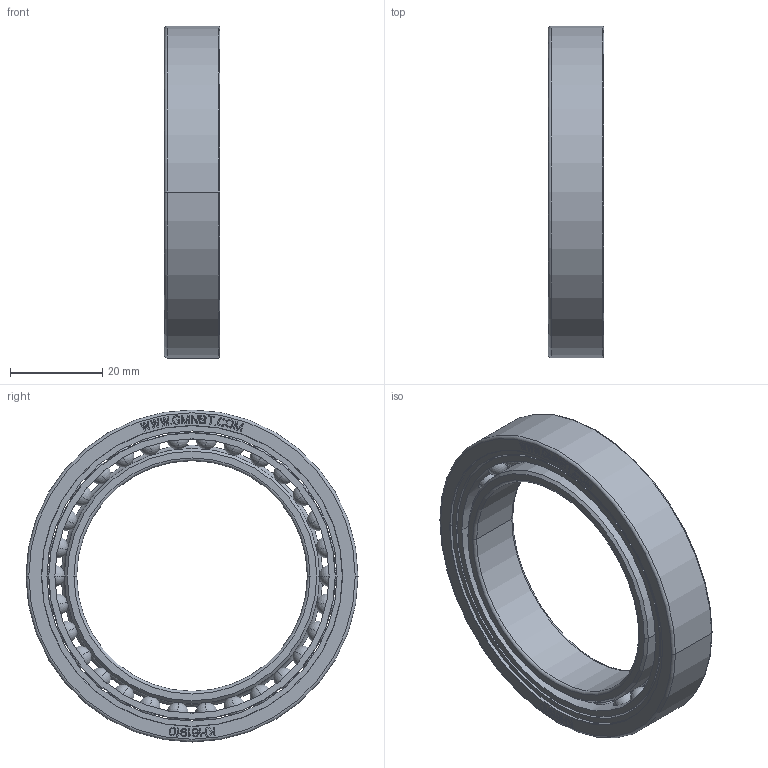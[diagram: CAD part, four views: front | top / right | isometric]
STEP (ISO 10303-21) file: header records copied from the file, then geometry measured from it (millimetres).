
FILE_DESCRIPTION((''),'2;1');
FILE_NAME('KH61910_PRT','2014-11-17T',('sales 4'),(''),'PRO/ENGINEER BY PARAMETRIC TECHNOLOGY CORPORATION, 2013150','PRO/ENGINEER BY PARAMETRIC TECHNOLOGY CORPORATION, 2013150','');
FILE_SCHEMA(('AUTOMOTIVE_DESIGN { 1 0 10303 214 1 1 1 1 }'));
Length unit declared in the file: millimetre
Products named in the file (1): KH61910_PRT
Bounding box: 12.01 x 72 x 72 mm (x, y, z)
Volume: 19296.6 mm3; surface area: 17750 mm2
Topology: 33 solids, 33 shells, 654 faces, 1840 edges, 1156 vertices
Faces by surface type: plane 494, cylinder 78, sphere 60, torus 12, cone 10
Entity records: 32827 total; most frequent: CARTESIAN_POINT 10890, ORIENTED_EDGE 3440, DIRECTION 3036, PRESENTATION_STYLE_ASSIGNMENT 1779, STYLED_ITEM 1753, CURVE_STYLE 1720, EDGE_CURVE 1720, VECTOR 1472
